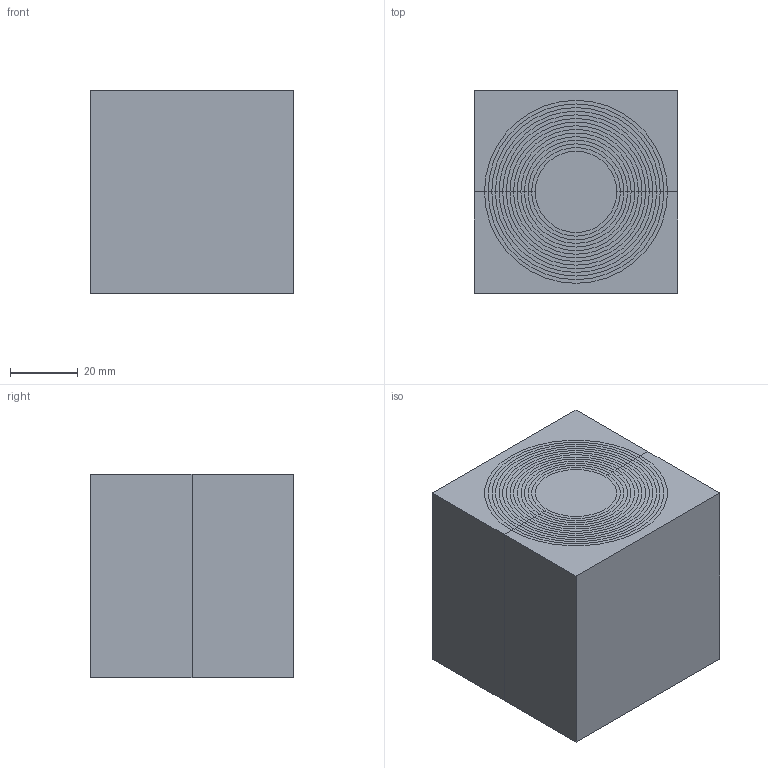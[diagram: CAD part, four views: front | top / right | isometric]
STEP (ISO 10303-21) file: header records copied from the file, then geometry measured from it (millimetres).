
FILE_DESCRIPTION(/* description */ (''),/* implementation_level */ '2;1');
FILE_NAME(/* name */ 'RM 60 24-54.stp',/* time_stamp */ '2024-10-01T08:07:05+02:00',/* author */ ('se-marfre'),/* organization */ (''),/* preprocessor_version */ 'ST-DEVELOPER v19.2',/* originating_system */ 'Autodesk Inventor 2023',/* authorisation */ '');
FILE_SCHEMA (('AUTOMOTIVE_DESIGN { 1 0 10303 214 3 1 1 }'));
Length unit declared in the file: millimetre
Products named in the file (1): RM 60 24-54
Bounding box: 60 x 60 x 60 mm (x, y, z)
Volume: 216000 mm3; surface area: 21600 mm2
Topology: 1 solids, 1 shells, 68 faces, 138 edges, 72 vertices
Faces by surface type: plane 68
Entity records: 1851 total; most frequent: DIRECTION 336, CARTESIAN_POINT 279, ORIENTED_EDGE 276, EDGE_CURVE 138, AXIS2_PLACEMENT_3D 129, LINE 78, VECTOR 78, VERTEX_POINT 72
